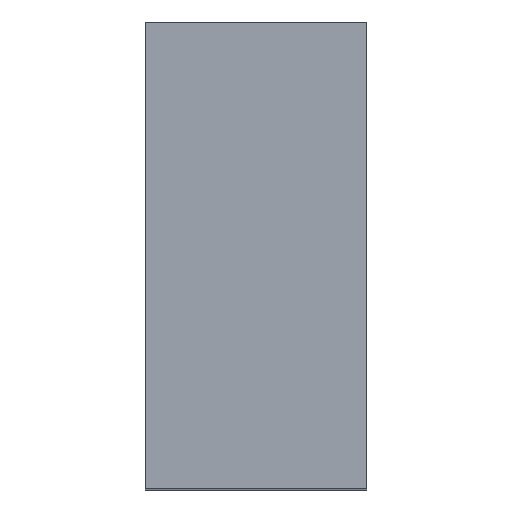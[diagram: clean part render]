
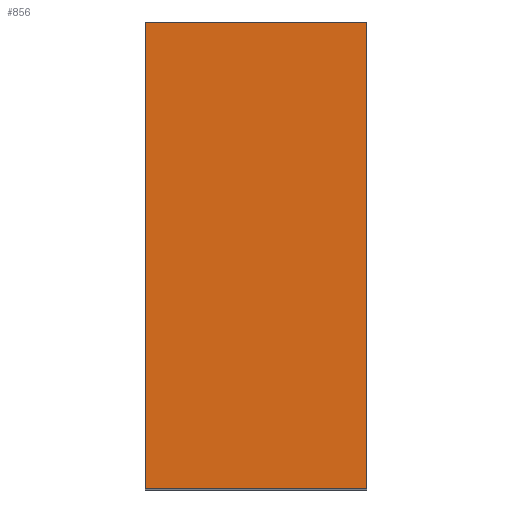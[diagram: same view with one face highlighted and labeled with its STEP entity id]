
A CAD part, top view. The second image highlights one B-rep face of the part: STEP entity #856.
In plain terms, the highlighted planar face has unit normal (0, 0, 1).
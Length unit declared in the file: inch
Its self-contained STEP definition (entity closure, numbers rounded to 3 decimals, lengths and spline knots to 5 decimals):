
#217=DIRECTION('',(0.,-1.,0.));
#218=VECTOR('',#217,2.5);
#219=CARTESIAN_POINT('',(0.,0.,3.625));
#220=LINE('',#219,#218);
#221=DIRECTION('',(-1.,0.,0.));
#222=VECTOR('',#221,1.188);
#223=CARTESIAN_POINT('',(1.188,0.,3.625));
#224=LINE('',#223,#222);
#225=DIRECTION('',(0.,1.,0.));
#226=VECTOR('',#225,2.5);
#227=CARTESIAN_POINT('',(1.188,-2.5,3.625));
#228=LINE('',#227,#226);
#229=DIRECTION('',(1.,0.,0.));
#230=VECTOR('',#229,1.188);
#231=CARTESIAN_POINT('',(0.,-2.5,3.625));
#232=LINE('',#231,#230);
#624=CARTESIAN_POINT('',(0.,0.,3.625));
#625=CARTESIAN_POINT('',(0.,-2.5,3.625));
#626=VERTEX_POINT('',#624);
#627=VERTEX_POINT('',#625);
#628=CARTESIAN_POINT('',(1.188,-2.5,3.625));
#629=VERTEX_POINT('',#628);
#630=CARTESIAN_POINT('',(1.188,0.,3.625));
#631=VERTEX_POINT('',#630);
#845=CARTESIAN_POINT('',(0.,0.,3.625));
#846=DIRECTION('',(0.,0.,1.));
#847=DIRECTION('',(1.,0.,0.));
#848=AXIS2_PLACEMENT_3D('',#845,#846,#847);
#849=PLANE('',#848);
#850=ORIENTED_EDGE('',*,*,#737,.F.);
#851=ORIENTED_EDGE('',*,*,#788,.F.);
#852=ORIENTED_EDGE('',*,*,#802,.F.);
#853=ORIENTED_EDGE('',*,*,#839,.F.);
#854=EDGE_LOOP('',(#850,#851,#852,#853));
#855=FACE_OUTER_BOUND('',#854,.F.);
#856=ADVANCED_FACE('',(#855),#849,.T.);
#737=EDGE_CURVE('',#626,#627,#220,.T.);
#788=EDGE_CURVE('',#631,#626,#224,.T.);
#802=EDGE_CURVE('',#629,#631,#228,.T.);
#839=EDGE_CURVE('',#627,#629,#232,.T.);
